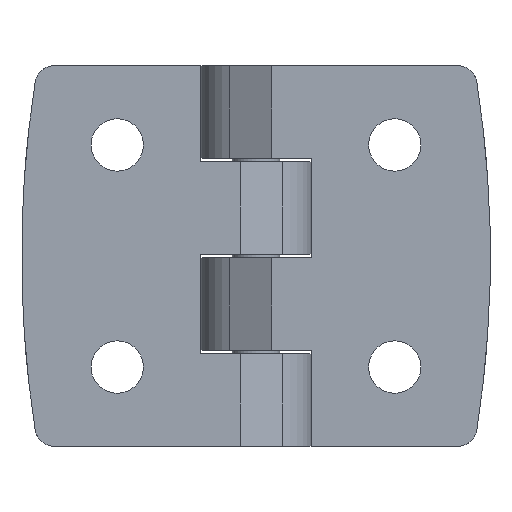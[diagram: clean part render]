
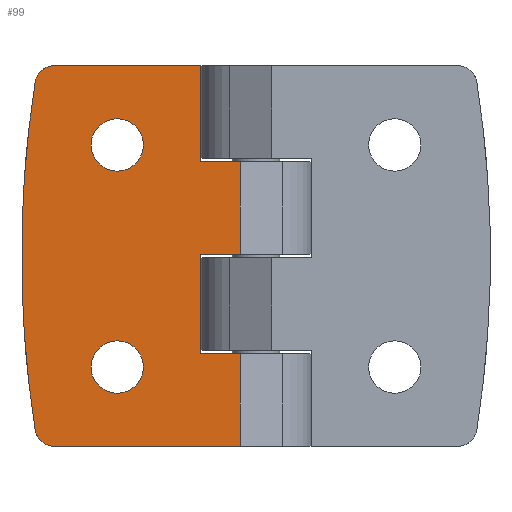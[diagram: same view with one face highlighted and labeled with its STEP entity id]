
A CAD part, front view. The second image highlights one B-rep face of the part: STEP entity #99.
In plain terms, the highlighted planar face has unit normal (0, -1, 0).
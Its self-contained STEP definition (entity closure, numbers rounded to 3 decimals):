
#99 = ADVANCED_FACE( '', ( #243, #244, #245 ), #246, .F. );
#243 = FACE_BOUND( '', #446, .T. );
#244 = FACE_BOUND( '', #447, .T. );
#245 = FACE_OUTER_BOUND( '', #448, .T. );
#246 = PLANE( '', #449 );
#446 = EDGE_LOOP( '', ( #676 ) );
#447 = EDGE_LOOP( '', ( #677 ) );
#448 = EDGE_LOOP( '', ( #678, #679, #680, #681, #682, #683, #684, #685, #686, #687, #688, #689, #690, #691 ) );
#449 = AXIS2_PLACEMENT_3D( '', #692, #693, #694 );
#676 = ORIENTED_EDGE( '', *, *, #1155, .T. );
#677 = ORIENTED_EDGE( '', *, *, #1163, .T. );
#678 = ORIENTED_EDGE( '', *, *, #1165, .F. );
#679 = ORIENTED_EDGE( '', *, *, #1130, .F. );
#680 = ORIENTED_EDGE( '', *, *, #1166, .T. );
#681 = ORIENTED_EDGE( '', *, *, #1167, .F. );
#682 = ORIENTED_EDGE( '', *, *, #1168, .F. );
#683 = ORIENTED_EDGE( '', *, *, #1169, .T. );
#684 = ORIENTED_EDGE( '', *, *, #1170, .F. );
#685 = ORIENTED_EDGE( '', *, *, #1171, .F. );
#686 = ORIENTED_EDGE( '', *, *, #1159, .F. );
#687 = ORIENTED_EDGE( '', *, *, #1172, .T. );
#688 = ORIENTED_EDGE( '', *, *, #1173, .F. );
#689 = ORIENTED_EDGE( '', *, *, #1174, .F. );
#690 = ORIENTED_EDGE( '', *, *, #1175, .F. );
#691 = ORIENTED_EDGE( '', *, *, #1176, .F. );
#692 = CARTESIAN_POINT( '', ( -29.5, -9., 24. ) );
#693 = DIRECTION( '', ( 0., 1., 0. ) );
#694 = DIRECTION( '', ( 0., 0., 1. ) );
#1130 = EDGE_CURVE( '', #1332, #1334, #1335, .T. );
#1155 = EDGE_CURVE( '', #1377, #1377, #1378, .T. );
#1159 = EDGE_CURVE( '', #1383, #1385, #1386, .T. );
#1163 = EDGE_CURVE( '', #1391, #1391, #1392, .T. );
#1165 = EDGE_CURVE( '', #1334, #1394, #1395, .T. );
#1166 = EDGE_CURVE( '', #1332, #1396, #1397, .T. );
#1167 = EDGE_CURVE( '', #1398, #1396, #1399, .T. );
#1168 = EDGE_CURVE( '', #1400, #1398, #1401, .T. );
#1169 = EDGE_CURVE( '', #1400, #1402, #1403, .T. );
#1170 = EDGE_CURVE( '', #1404, #1402, #1405, .T. );
#1171 = EDGE_CURVE( '', #1385, #1404, #1406, .T. );
#1172 = EDGE_CURVE( '', #1383, #1407, #1408, .T. );
#1173 = EDGE_CURVE( '', #1409, #1407, #1410, .T. );
#1174 = EDGE_CURVE( '', #1411, #1409, #1412, .T. );
#1175 = EDGE_CURVE( '', #1413, #1411, #1414, .T. );
#1176 = EDGE_CURVE( '', #1394, #1413, #1415, .T. );
#1332 = VERTEX_POINT( '', #1638 );
#1334 = VERTEX_POINT( '', #1641 );
#1335 = CIRCLE( '', #1642, 141.586 );
#1377 = VERTEX_POINT( '', #1780 );
#1378 = CIRCLE( '', #1781, 3.3 );
#1383 = VERTEX_POINT( '', #1787 );
#1385 = VERTEX_POINT( '', #1790 );
#1386 = LINE( '', #1791, #1792 );
#1391 = VERTEX_POINT( '', #1798 );
#1392 = CIRCLE( '', #1799, 3.3 );
#1394 = VERTEX_POINT( '', #1801 );
#1395 = CIRCLE( '', #1802, 2.5 );
#1396 = VERTEX_POINT( '', #1803 );
#1397 = LINE( '', #1804, #1805 );
#1398 = VERTEX_POINT( '', #1806 );
#1399 = CIRCLE( '', #1807, 141.586 );
#1400 = VERTEX_POINT( '', #1808 );
#1401 = CIRCLE( '', #1809, 2.5 );
#1402 = VERTEX_POINT( '', #1810 );
#1403 = LINE( '', #1811, #1812 );
#1404 = VERTEX_POINT( '', #1813 );
#1405 = LINE( '', #1814, #1815 );
#1406 = LINE( '', #1816, #1817 );
#1407 = VERTEX_POINT( '', #1818 );
#1408 = LINE( '', #1819, #1820 );
#1409 = VERTEX_POINT( '', #1821 );
#1410 = LINE( '', #1822, #1823 );
#1411 = VERTEX_POINT( '', #1824 );
#1412 = LINE( '', #1825, #1826 );
#1413 = VERTEX_POINT( '', #1827 );
#1414 = LINE( '', #1828, #1829 );
#1415 = LINE( '', #1830, #1831 );
#1638 = CARTESIAN_POINT( '', ( -29.5, -9., 3.722 ) );
#1641 = CARTESIAN_POINT( '', ( -27.847, -9., 21.886 ) );
#1642 = AXIS2_PLACEMENT_3D( '', #2421, #2422, #2423 );
#1780 = CARTESIAN_POINT( '', ( -17.5, -9., -10.7 ) );
#1781 = AXIS2_PLACEMENT_3D( '', #2455, #2456, #2457 );
#1787 = CARTESIAN_POINT( '', ( -7., -9., 0.2 ) );
#1790 = CARTESIAN_POINT( '', ( -7., -9., -12.3 ) );
#1791 = CARTESIAN_POINT( '', ( -7., -9., 0.2 ) );
#1792 = VECTOR( '', #2460, 1000. );
#1798 = CARTESIAN_POINT( '', ( -17.5, -9., 17.3 ) );
#1799 = AXIS2_PLACEMENT_3D( '', #2465, #2466, #2467 );
#1801 = CARTESIAN_POINT( '', ( -25.377, -9., 24. ) );
#1802 = AXIS2_PLACEMENT_3D( '', #2468, #2469, #2470 );
#1803 = CARTESIAN_POINT( '', ( -29.5, -9., -3.722 ) );
#1804 = CARTESIAN_POINT( '', ( -29.5, -9., 24. ) );
#1805 = VECTOR( '', #2471, 1000. );
#1806 = CARTESIAN_POINT( '', ( -27.847, -9., -21.886 ) );
#1807 = AXIS2_PLACEMENT_3D( '', #2472, #2473, #2474 );
#1808 = CARTESIAN_POINT( '', ( -25.377, -9., -24. ) );
#1809 = AXIS2_PLACEMENT_3D( '', #2475, #2476, #2477 );
#1810 = CARTESIAN_POINT( '', ( -2., -9., -24. ) );
#1811 = CARTESIAN_POINT( '', ( -29.5, -9., -24. ) );
#1812 = VECTOR( '', #2478, 1000. );
#1813 = CARTESIAN_POINT( '', ( -2., -9., -12.3 ) );
#1814 = CARTESIAN_POINT( '', ( -2., -9., 24. ) );
#1815 = VECTOR( '', #2479, 1000. );
#1816 = CARTESIAN_POINT( '', ( -7., -9., -12.3 ) );
#1817 = VECTOR( '', #2480, 1000. );
#1818 = CARTESIAN_POINT( '', ( -2., -9., 0.2 ) );
#1819 = CARTESIAN_POINT( '', ( -7., -9., 0.2 ) );
#1820 = VECTOR( '', #2481, 1000. );
#1821 = CARTESIAN_POINT( '', ( -2., -9., 11.9 ) );
#1822 = CARTESIAN_POINT( '', ( -2., -9., 24. ) );
#1823 = VECTOR( '', #2482, 1000. );
#1824 = CARTESIAN_POINT( '', ( -7., -9., 11.9 ) );
#1825 = CARTESIAN_POINT( '', ( -7., -9., 11.9 ) );
#1826 = VECTOR( '', #2483, 1000. );
#1827 = CARTESIAN_POINT( '', ( -7., -9., 24. ) );
#1828 = CARTESIAN_POINT( '', ( -7., -9., 24.4 ) );
#1829 = VECTOR( '', #2484, 1000. );
#1830 = CARTESIAN_POINT( '', ( -29.5, -9., 24. ) );
#1831 = VECTOR( '', #2485, 1000. );
#2421 = CARTESIAN_POINT( '', ( 112.037, -9., 0. ) );
#2422 = DIRECTION( '', ( 0., 1., 0. ) );
#2423 = DIRECTION( '', ( 1., 0., 0. ) );
#2455 = CARTESIAN_POINT( '', ( -17.5, -9., -14. ) );
#2456 = DIRECTION( '', ( 0., 1., 0. ) );
#2457 = DIRECTION( '', ( 0., 0., 1. ) );
#2460 = DIRECTION( '', ( 0., 0., -1. ) );
#2465 = CARTESIAN_POINT( '', ( -17.5, -9., 14. ) );
#2466 = DIRECTION( '', ( 0., 1., 0. ) );
#2467 = DIRECTION( '', ( 0., 0., 1. ) );
#2468 = CARTESIAN_POINT( '', ( -25.377, -9., 21.5 ) );
#2469 = DIRECTION( '', ( 0., 1., 0. ) );
#2470 = DIRECTION( '', ( 1., 0., 0. ) );
#2471 = DIRECTION( '', ( 0., 0., -1. ) );
#2472 = CARTESIAN_POINT( '', ( 112.037, -9., 0. ) );
#2473 = DIRECTION( '', ( 0., 1., 0. ) );
#2474 = DIRECTION( '', ( 1., 0., 0. ) );
#2475 = CARTESIAN_POINT( '', ( -25.377, -9., -21.5 ) );
#2476 = DIRECTION( '', ( 0., 1., 0. ) );
#2477 = DIRECTION( '', ( 1., 0., 0. ) );
#2478 = DIRECTION( '', ( 1., 0., 0. ) );
#2479 = DIRECTION( '', ( 0., 0., -1. ) );
#2480 = DIRECTION( '', ( 1., 0., 0. ) );
#2481 = DIRECTION( '', ( 1., 0., 0. ) );
#2482 = DIRECTION( '', ( 0., 0., -1. ) );
#2483 = DIRECTION( '', ( 1., 0., 0. ) );
#2484 = DIRECTION( '', ( 0., 0., -1. ) );
#2485 = DIRECTION( '', ( 1., 0., 0. ) );
